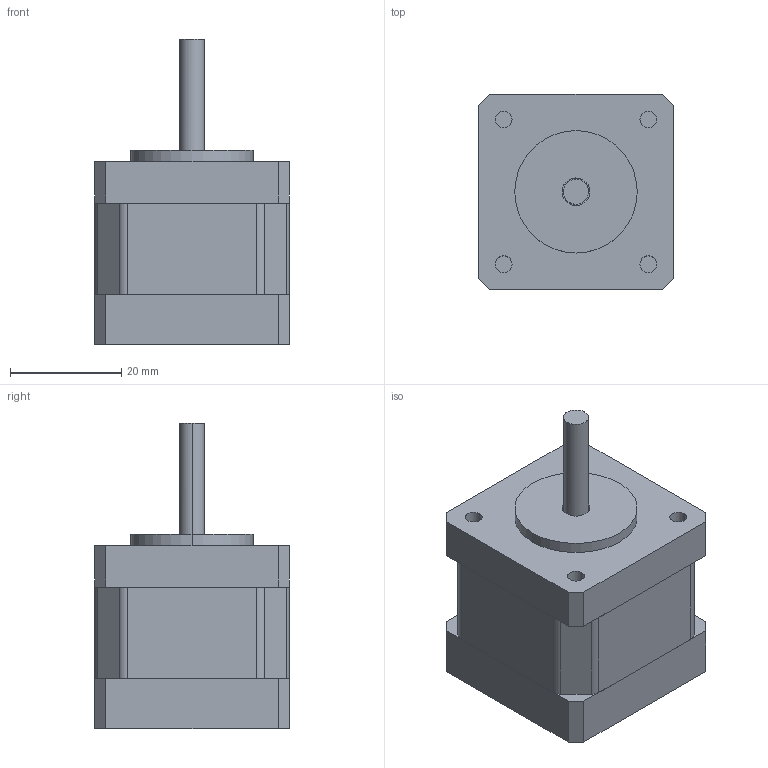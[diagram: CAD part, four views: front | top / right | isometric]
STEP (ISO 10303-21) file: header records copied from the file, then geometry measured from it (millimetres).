
FILE_DESCRIPTION (( 'STEP AP214' ), '1' );
FILE_NAME ('35HS3408A4.STEP', '2023-06-05T01:43:25', ( 'Windows 蚚誧' ), ( 'Organization' ), 'SwSTEP 2.0', 'SolidWorks 2021', '' );
FILE_SCHEMA (( 'AUTOMOTIVE_DESIGN' ));
Length unit declared in the file: millimetre
Products named in the file (1): 35HS3408A4
Bounding box: 35 x 35 x 55 mm (x, y, z)
Volume: 40171.4 mm3; surface area: 14057 mm2
Topology: 2 solids, 2 shells, 165 faces, 432 edges, 286 vertices
Faces by surface type: plane 121, cylinder 44
Entity records: 5337 total; most frequent: CARTESIAN_POINT 1228, ORIENTED_EDGE 864, DIRECTION 800, EDGE_CURVE 432, VERTEX_POINT 286, LINE 276, VECTOR 276, AXIS2_PLACEMENT_3D 262
